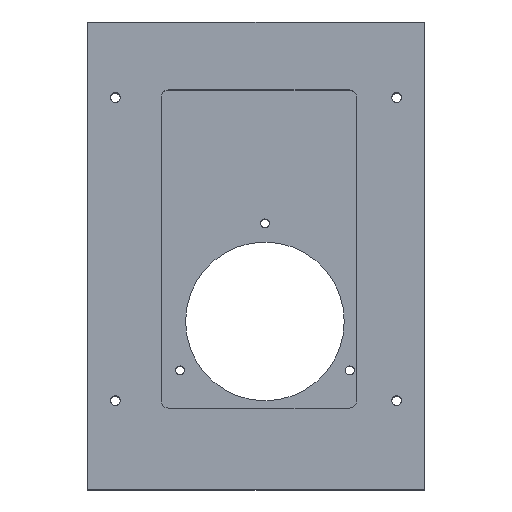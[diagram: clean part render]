
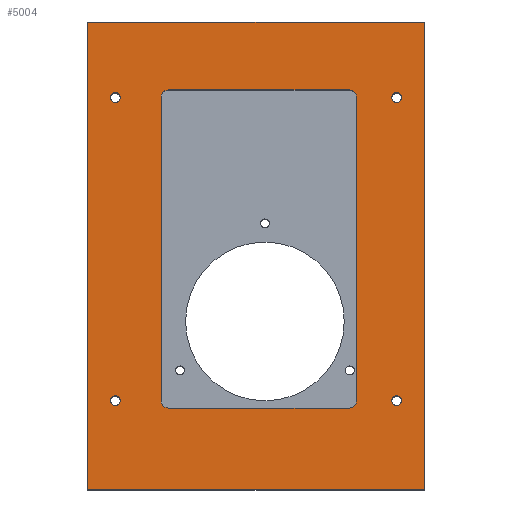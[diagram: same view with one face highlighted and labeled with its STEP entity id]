
A CAD part, top view. The second image highlights one B-rep face of the part: STEP entity #5004.
In plain terms, the highlighted planar face has unit normal (0, 0, 1).
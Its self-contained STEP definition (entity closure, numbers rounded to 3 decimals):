
#25=FACE_BOUND('',#563,.T.);
#26=FACE_BOUND('',#564,.T.);
#27=FACE_BOUND('',#565,.T.);
#28=FACE_BOUND('',#566,.T.);
#29=FACE_BOUND('',#567,.T.);
#209=PLANE('',#5294);
#317=FACE_OUTER_BOUND('',#562,.T.);
#562=EDGE_LOOP('',(#3431,#3432,#3433,#3434));
#563=EDGE_LOOP('',(#3435,#3436));
#564=EDGE_LOOP('',(#3437,#3438));
#565=EDGE_LOOP('',(#3439,#3440));
#566=EDGE_LOOP('',(#3441,#3442));
#567=EDGE_LOOP('',(#3443,#3444,#3445,#3446,#3447,#3448,#3449,#3450));
#971=LINE('',#7433,#1380);
#976=LINE('',#7447,#1385);
#980=LINE('',#7459,#1389);
#984=LINE('',#7471,#1393);
#989=LINE('',#7485,#1398);
#992=LINE('',#7491,#1401);
#995=LINE('',#7497,#1404);
#998=LINE('',#7501,#1407);
#1380=VECTOR('',#5874,10.);
#1385=VECTOR('',#5887,10.);
#1389=VECTOR('',#5899,10.);
#1393=VECTOR('',#5911,10.);
#1398=VECTOR('',#5924,10.);
#1401=VECTOR('',#5929,10.);
#1404=VECTOR('',#5934,10.);
#1407=VECTOR('',#5939,10.);
#1785=CIRCLE('',#5259,2.6);
#1786=CIRCLE('',#5260,2.6);
#1788=CIRCLE('',#5263,2.6);
#1789=CIRCLE('',#5264,2.6);
#1791=CIRCLE('',#5267,2.6);
#1792=CIRCLE('',#5268,2.6);
#1794=CIRCLE('',#5271,2.6);
#1795=CIRCLE('',#5272,2.6);
#1797=CIRCLE('',#5276,4.);
#1799=CIRCLE('',#5280,4.);
#1801=CIRCLE('',#5284,4.);
#1803=CIRCLE('',#5288,4.);
#2116=VERTEX_POINT('',#7399);
#2117=VERTEX_POINT('',#7400);
#2119=VERTEX_POINT('',#7407);
#2120=VERTEX_POINT('',#7408);
#2122=VERTEX_POINT('',#7415);
#2123=VERTEX_POINT('',#7416);
#2125=VERTEX_POINT('',#7423);
#2126=VERTEX_POINT('',#7424);
#2128=VERTEX_POINT('',#7431);
#2129=VERTEX_POINT('',#7432);
#2132=VERTEX_POINT('',#7440);
#2134=VERTEX_POINT('',#7446);
#2136=VERTEX_POINT('',#7452);
#2138=VERTEX_POINT('',#7458);
#2140=VERTEX_POINT('',#7464);
#2142=VERTEX_POINT('',#7470);
#2146=VERTEX_POINT('',#7482);
#2147=VERTEX_POINT('',#7484);
#2149=VERTEX_POINT('',#7490);
#2151=VERTEX_POINT('',#7496);
#2623=EDGE_CURVE('',#2116,#2117,#1785,.T.);
#2624=EDGE_CURVE('',#2117,#2116,#1786,.T.);
#2627=EDGE_CURVE('',#2119,#2120,#1788,.T.);
#2628=EDGE_CURVE('',#2120,#2119,#1789,.T.);
#2631=EDGE_CURVE('',#2122,#2123,#1791,.T.);
#2632=EDGE_CURVE('',#2123,#2122,#1792,.T.);
#2635=EDGE_CURVE('',#2125,#2126,#1794,.T.);
#2636=EDGE_CURVE('',#2126,#2125,#1795,.T.);
#2639=EDGE_CURVE('',#2128,#2129,#971,.T.);
#2643=EDGE_CURVE('',#2129,#2132,#1797,.T.);
#2646=EDGE_CURVE('',#2132,#2134,#976,.T.);
#2649=EDGE_CURVE('',#2134,#2136,#1799,.T.);
#2652=EDGE_CURVE('',#2136,#2138,#980,.T.);
#2655=EDGE_CURVE('',#2138,#2140,#1801,.T.);
#2658=EDGE_CURVE('',#2140,#2142,#984,.T.);
#2661=EDGE_CURVE('',#2142,#2128,#1803,.T.);
#2665=EDGE_CURVE('',#2147,#2146,#989,.T.);
#2668=EDGE_CURVE('',#2149,#2147,#992,.T.);
#2671=EDGE_CURVE('',#2151,#2149,#995,.T.);
#2674=EDGE_CURVE('',#2146,#2151,#998,.T.);
#3431=ORIENTED_EDGE('',*,*,#2674,.T.);
#3432=ORIENTED_EDGE('',*,*,#2671,.T.);
#3433=ORIENTED_EDGE('',*,*,#2668,.T.);
#3434=ORIENTED_EDGE('',*,*,#2665,.T.);
#3435=ORIENTED_EDGE('',*,*,#2623,.T.);
#3436=ORIENTED_EDGE('',*,*,#2624,.T.);
#3437=ORIENTED_EDGE('',*,*,#2627,.T.);
#3438=ORIENTED_EDGE('',*,*,#2628,.T.);
#3439=ORIENTED_EDGE('',*,*,#2631,.T.);
#3440=ORIENTED_EDGE('',*,*,#2632,.T.);
#3441=ORIENTED_EDGE('',*,*,#2635,.T.);
#3442=ORIENTED_EDGE('',*,*,#2636,.T.);
#3443=ORIENTED_EDGE('',*,*,#2652,.T.);
#3444=ORIENTED_EDGE('',*,*,#2655,.T.);
#3445=ORIENTED_EDGE('',*,*,#2658,.T.);
#3446=ORIENTED_EDGE('',*,*,#2661,.T.);
#3447=ORIENTED_EDGE('',*,*,#2639,.T.);
#3448=ORIENTED_EDGE('',*,*,#2643,.T.);
#3449=ORIENTED_EDGE('',*,*,#2646,.T.);
#3450=ORIENTED_EDGE('',*,*,#2649,.T.);
#5004=ADVANCED_FACE('',(#317,#25,#26,#27,#28,#29),#209,.T.);
#5259=AXIS2_PLACEMENT_3D('',#7401,#5838,#5839);
#5260=AXIS2_PLACEMENT_3D('',#7402,#5840,#5841);
#5263=AXIS2_PLACEMENT_3D('',#7409,#5847,#5848);
#5264=AXIS2_PLACEMENT_3D('',#7410,#5849,#5850);
#5267=AXIS2_PLACEMENT_3D('',#7417,#5856,#5857);
#5268=AXIS2_PLACEMENT_3D('',#7418,#5858,#5859);
#5271=AXIS2_PLACEMENT_3D('',#7425,#5865,#5866);
#5272=AXIS2_PLACEMENT_3D('',#7426,#5867,#5868);
#5276=AXIS2_PLACEMENT_3D('',#7441,#5880,#5881);
#5280=AXIS2_PLACEMENT_3D('',#7453,#5892,#5893);
#5284=AXIS2_PLACEMENT_3D('',#7465,#5904,#5905);
#5288=AXIS2_PLACEMENT_3D('',#7476,#5916,#5917);
#5294=AXIS2_PLACEMENT_3D('',#7502,#5940,#5941);
#5838=DIRECTION('center_axis',(0.,0.,-1.));
#5839=DIRECTION('ref_axis',(1.,0.,0.));
#5840=DIRECTION('center_axis',(0.,0.,-1.));
#5841=DIRECTION('ref_axis',(1.,0.,0.));
#5847=DIRECTION('center_axis',(0.,0.,-1.));
#5848=DIRECTION('ref_axis',(1.,0.,0.));
#5849=DIRECTION('center_axis',(0.,0.,-1.));
#5850=DIRECTION('ref_axis',(1.,0.,0.));
#5856=DIRECTION('center_axis',(0.,0.,-1.));
#5857=DIRECTION('ref_axis',(1.,0.,0.));
#5858=DIRECTION('center_axis',(0.,0.,-1.));
#5859=DIRECTION('ref_axis',(1.,0.,0.));
#5865=DIRECTION('center_axis',(0.,0.,-1.));
#5866=DIRECTION('ref_axis',(1.,0.,0.));
#5867=DIRECTION('center_axis',(0.,0.,-1.));
#5868=DIRECTION('ref_axis',(1.,0.,0.));
#5874=DIRECTION('',(-1.,0.,0.));
#5880=DIRECTION('center_axis',(0.,0.,-1.));
#5881=DIRECTION('ref_axis',(0.,-1.,0.));
#5887=DIRECTION('',(0.,1.,0.));
#5892=DIRECTION('center_axis',(0.,0.,-1.));
#5893=DIRECTION('ref_axis',(-1.,0.,0.));
#5899=DIRECTION('',(1.,0.,0.));
#5904=DIRECTION('center_axis',(0.,0.,-1.));
#5905=DIRECTION('ref_axis',(0.,1.,0.));
#5911=DIRECTION('',(0.,-1.,0.));
#5916=DIRECTION('center_axis',(0.,0.,-1.));
#5917=DIRECTION('ref_axis',(1.,0.,0.));
#5924=DIRECTION('',(0.,-1.,0.));
#5929=DIRECTION('',(-1.,0.,0.));
#5934=DIRECTION('',(0.,1.,0.));
#5939=DIRECTION('',(1.,0.,0.));
#5940=DIRECTION('center_axis',(0.,0.,1.));
#5941=DIRECTION('ref_axis',(1.,0.,0.));
#7399=CARTESIAN_POINT('',(163.1,42.67,4.75));
#7400=CARTESIAN_POINT('',(157.9,42.67,4.75));
#7401=CARTESIAN_POINT('Origin',(160.5,42.67,4.75));
#7402=CARTESIAN_POINT('Origin',(160.5,42.67,4.75));
#7407=CARTESIAN_POINT('',(12.6,42.67,4.75));
#7408=CARTESIAN_POINT('',(7.4,42.67,4.75));
#7409=CARTESIAN_POINT('Origin',(10.,42.67,4.75));
#7410=CARTESIAN_POINT('Origin',(10.,42.67,4.75));
#7415=CARTESIAN_POINT('',(163.1,204.87,4.75));
#7416=CARTESIAN_POINT('',(157.9,204.87,4.75));
#7417=CARTESIAN_POINT('Origin',(160.5,204.87,4.75));
#7418=CARTESIAN_POINT('Origin',(160.5,204.87,4.75));
#7423=CARTESIAN_POINT('',(12.6,204.87,4.75));
#7424=CARTESIAN_POINT('',(7.4,204.87,4.75));
#7425=CARTESIAN_POINT('Origin',(10.,204.87,4.75));
#7426=CARTESIAN_POINT('Origin',(10.,204.87,4.75));
#7431=CARTESIAN_POINT('',(135.1,38.67,4.75));
#7432=CARTESIAN_POINT('',(38.5,38.67,4.75));
#7433=CARTESIAN_POINT('',(61.875,38.67,4.75));
#7440=CARTESIAN_POINT('',(34.5,42.67,4.75));
#7441=CARTESIAN_POINT('Origin',(38.5,42.67,4.75));
#7446=CARTESIAN_POINT('',(34.5,204.87,4.75));
#7447=CARTESIAN_POINT('',(34.5,162.56,4.75));
#7452=CARTESIAN_POINT('',(38.5,208.87,4.75));
#7453=CARTESIAN_POINT('Origin',(38.5,204.87,4.75));
#7458=CARTESIAN_POINT('',(135.1,208.87,4.75));
#7459=CARTESIAN_POINT('',(110.175,208.87,4.75));
#7464=CARTESIAN_POINT('',(139.1,204.87,4.75));
#7465=CARTESIAN_POINT('Origin',(135.1,204.87,4.75));
#7470=CARTESIAN_POINT('',(139.1,42.67,4.75));
#7471=CARTESIAN_POINT('',(139.1,81.46,4.75));
#7476=CARTESIAN_POINT('Origin',(135.1,42.67,4.75));
#7482=CARTESIAN_POINT('',(-4.75,-4.75,4.75));
#7484=CARTESIAN_POINT('',(-4.75,245.25,4.75));
#7485=CARTESIAN_POINT('',(-4.75,245.25,4.75));
#7490=CARTESIAN_POINT('',(175.25,245.25,4.75));
#7491=CARTESIAN_POINT('',(175.25,245.25,4.75));
#7496=CARTESIAN_POINT('',(175.25,-4.75,4.75));
#7497=CARTESIAN_POINT('',(175.25,-4.75,4.75));
#7501=CARTESIAN_POINT('',(-4.75,-4.75,4.75));
#7502=CARTESIAN_POINT('Origin',(85.25,120.25,4.75));
